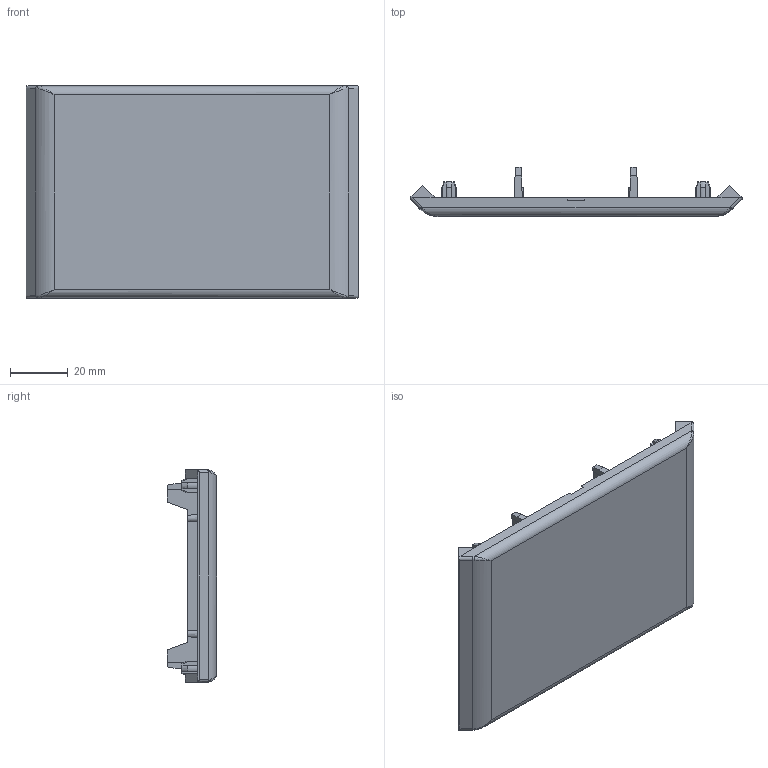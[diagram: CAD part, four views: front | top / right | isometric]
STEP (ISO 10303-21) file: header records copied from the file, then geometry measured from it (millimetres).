
FILE_DESCRIPTION (( 'STEP AP214' ), '1' );
FILE_NAME ('6261335', '2019-01-28T17:11:18', ( '' ), ('JUGARD+KÜNSTNER GmbH'), 'SwSTEP 2.0', 'SolidWorks 2017', '' );
FILE_SCHEMA (( 'AUTOMOTIVE_DESIGN' ));
Length unit declared in the file: millimetre
Products named in the file (1): 6261335
Bounding box: 115 x 17 x 73.6 mm (x, y, z)
Volume: 29894.8 mm3; surface area: 22504.3 mm2
Topology: 1 solids, 1 shells, 410 faces, 1159 edges, 763 vertices
Faces by surface type: plane 325, cylinder 44, cone 29, bspline 12
Entity records: 13644 total; most frequent: CARTESIAN_POINT 3131, ORIENTED_EDGE 2310, DIRECTION 1982, EDGE_CURVE 1155, VECTOR 946, LINE 946, VERTEX_POINT 763, AXIS2_PLACEMENT_3D 518
